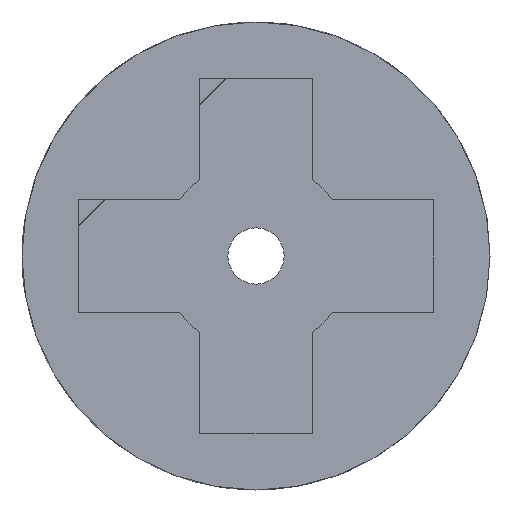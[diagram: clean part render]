
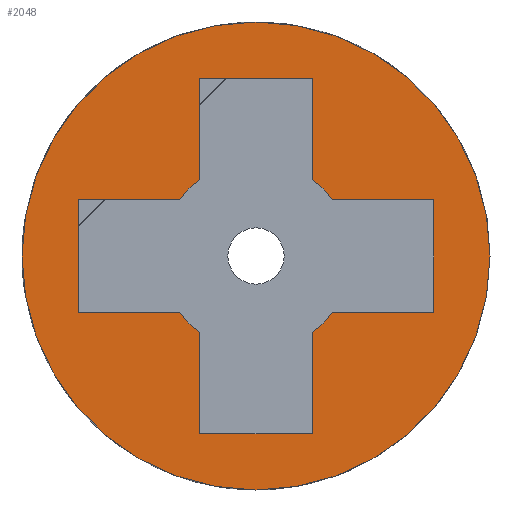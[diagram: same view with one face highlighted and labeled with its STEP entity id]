
A CAD part, front view. The second image highlights one B-rep face of the part: STEP entity #2048.
In plain terms, the highlighted planar face has unit normal (0, -1, 0).
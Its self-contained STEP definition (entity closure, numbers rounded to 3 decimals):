
#13 = DIRECTION ( 'NONE',  ( 1., 0., 0. ) ) ;
#46 = ORIENTED_EDGE ( 'NONE', *, *, #1578, .F. ) ;
#51 = CARTESIAN_POINT ( 'NONE',  ( 2.575, -0.5, 1.9 ) ) ;
#54 = CIRCLE ( 'NONE', #1396, 3.2 ) ;
#61 = DIRECTION ( 'NONE',  ( 0., 0., -1. ) ) ;
#63 = DIRECTION ( 'NONE',  ( 1., 0., 0. ) ) ;
#76 = CIRCLE ( 'NONE', #1356, 3.2 ) ;
#101 = CARTESIAN_POINT ( 'NONE',  ( -6., -0.5, 1.9 ) ) ;
#124 = EDGE_CURVE ( 'NONE', #945, #1202, #1513, .T. ) ;
#157 = CARTESIAN_POINT ( 'NONE',  ( 6., -0.5, -1.9 ) ) ;
#177 = ORIENTED_EDGE ( 'NONE', *, *, #124, .F. ) ;
#196 = EDGE_CURVE ( 'NONE', #657, #1815, #525, .T. ) ;
#199 = ORIENTED_EDGE ( 'NONE', *, *, #1682, .F. ) ;
#232 = CARTESIAN_POINT ( 'NONE',  ( 0., -0.5, 0. ) ) ;
#234 = DIRECTION ( 'NONE',  ( 1., 0., 0. ) ) ;
#254 = AXIS2_PLACEMENT_3D ( 'NONE', #1208, #1863, #63 ) ;
#260 = DIRECTION ( 'NONE',  ( -1., 0., 0. ) ) ;
#267 = EDGE_CURVE ( 'NONE', #685, #1551, #1685, .T. ) ;
#293 = CARTESIAN_POINT ( 'NONE',  ( 1.9, -0.5, 2.575 ) ) ;
#318 = VERTEX_POINT ( 'NONE', #1403 ) ;
#320 = EDGE_CURVE ( 'NONE', #1551, #1003, #2020, .T. ) ;
#321 = DIRECTION ( 'NONE',  ( 0., -1., 0. ) ) ;
#323 = CARTESIAN_POINT ( 'NONE',  ( -1.9, -0.5, 2.575 ) ) ;
#358 = FACE_OUTER_BOUND ( 'NONE', #774, .T. ) ;
#365 = EDGE_LOOP ( 'NONE', ( #1877, #1758, #1556, #1083, #809, #845, #489, #1149, #177, #575, #564, #46, #1630, #1885, #1610, #199 ) ) ;
#384 = DIRECTION ( 'NONE',  ( 0., 0., 1. ) ) ;
#416 = VECTOR ( 'NONE', #582, 1000. ) ;
#441 = VERTEX_POINT ( 'NONE', #293 ) ;
#467 = CARTESIAN_POINT ( 'NONE',  ( -2.575, -0.5, -1.9 ) ) ;
#470 = DIRECTION ( 'NONE',  ( 0., 0., 1. ) ) ;
#477 = CARTESIAN_POINT ( 'NONE',  ( 0., -0.5, 0. ) ) ;
#483 = VECTOR ( 'NONE', #1912, 1000. ) ;
#489 = ORIENTED_EDGE ( 'NONE', *, *, #196, .F. ) ;
#522 = VERTEX_POINT ( 'NONE', #967 ) ;
#525 = LINE ( 'NONE', #51, #1457 ) ;
#538 = CARTESIAN_POINT ( 'NONE',  ( 1.9, -0.5, -2.575 ) ) ;
#552 = DIRECTION ( 'NONE',  ( 0., 0., 1. ) ) ;
#563 = LINE ( 'NONE', #1251, #1830 ) ;
#564 = ORIENTED_EDGE ( 'NONE', *, *, #1811, .F. ) ;
#566 = DIRECTION ( 'NONE',  ( 0., -1., 0. ) ) ;
#575 = ORIENTED_EDGE ( 'NONE', *, *, #1767, .F. ) ;
#582 = DIRECTION ( 'NONE',  ( 0., 0., -1. ) ) ;
#600 = AXIS2_PLACEMENT_3D ( 'NONE', #477, #321, #1303 ) ;
#617 = EDGE_CURVE ( 'NONE', #522, #1995, #1321, .T. ) ;
#638 = CARTESIAN_POINT ( 'NONE',  ( 0., -0.5, 0. ) ) ;
#657 = VERTEX_POINT ( 'NONE', #669 ) ;
#669 = CARTESIAN_POINT ( 'NONE',  ( 6., -0.5, 1.9 ) ) ;
#679 = CARTESIAN_POINT ( 'NONE',  ( -2.575, -0.5, -1.9 ) ) ;
#683 = VECTOR ( 'NONE', #234, 1000. ) ;
#685 = VERTEX_POINT ( 'NONE', #1829 ) ;
#689 = EDGE_CURVE ( 'NONE', #1539, #1365, #1660, .T. ) ;
#702 = VECTOR ( 'NONE', #1597, 1000. ) ;
#738 = FACE_BOUND ( 'NONE', #365, .T. ) ;
#743 = LINE ( 'NONE', #1619, #1525 ) ;
#757 = CARTESIAN_POINT ( 'NONE',  ( -6., -0.5, 1.9 ) ) ;
#764 = CARTESIAN_POINT ( 'NONE',  ( 1.9, -0.5, 6. ) ) ;
#765 = LINE ( 'NONE', #538, #2032 ) ;
#774 = EDGE_LOOP ( 'NONE', ( #1575, #1681 ) ) ;
#788 = DIRECTION ( 'NONE',  ( 0., 0., 1. ) ) ;
#809 = ORIENTED_EDGE ( 'NONE', *, *, #1584, .F. ) ;
#845 = ORIENTED_EDGE ( 'NONE', *, *, #1552, .F. ) ;
#866 = DIRECTION ( 'NONE',  ( -1., 0., 0. ) ) ;
#885 = CARTESIAN_POINT ( 'NONE',  ( 0., -0.5, 0. ) ) ;
#913 = EDGE_CURVE ( 'NONE', #1990, #685, #1140, .T. ) ;
#945 = VERTEX_POINT ( 'NONE', #1928 ) ;
#967 = CARTESIAN_POINT ( 'NONE',  ( -7.89, -0.5, 0. ) ) ;
#987 = CARTESIAN_POINT ( 'NONE',  ( 1.9, -0.5, 6. ) ) ;
#991 = DIRECTION ( 'NONE',  ( 0., -1., 0. ) ) ;
#1003 = VERTEX_POINT ( 'NONE', #1620 ) ;
#1004 = DIRECTION ( 'NONE',  ( 1., 0., 0. ) ) ;
#1026 = LINE ( 'NONE', #757, #483 ) ;
#1042 = AXIS2_PLACEMENT_3D ( 'NONE', #1984, #991, #13 ) ;
#1068 = CARTESIAN_POINT ( 'NONE',  ( 6., -0.5, -1.9 ) ) ;
#1077 = CARTESIAN_POINT ( 'NONE',  ( 6., -0.5, -1.9 ) ) ;
#1083 = ORIENTED_EDGE ( 'NONE', *, *, #913, .F. ) ;
#1140 = LINE ( 'NONE', #764, #702 ) ;
#1149 = ORIENTED_EDGE ( 'NONE', *, *, #1694, .F. ) ;
#1202 = VERTEX_POINT ( 'NONE', #1068 ) ;
#1206 = DIRECTION ( 'NONE',  ( 0., -1., 0. ) ) ;
#1208 = CARTESIAN_POINT ( 'NONE',  ( 0., -0.5, 0. ) ) ;
#1216 = EDGE_CURVE ( 'NONE', #1003, #1377, #1744, .T. ) ;
#1251 = CARTESIAN_POINT ( 'NONE',  ( -1.9, -0.5, -6. ) ) ;
#1254 = CIRCLE ( 'NONE', #254, 7.89 ) ;
#1269 = VERTEX_POINT ( 'NONE', #1532 ) ;
#1285 = CARTESIAN_POINT ( 'NONE',  ( 1.9, -0.5, 6. ) ) ;
#1303 = DIRECTION ( 'NONE',  ( 1., 0., 0. ) ) ;
#1314 = VECTOR ( 'NONE', #260, 1000. ) ;
#1321 = CIRCLE ( 'NONE', #1042, 7.89 ) ;
#1356 = AXIS2_PLACEMENT_3D ( 'NONE', #232, #1206, #61 ) ;
#1365 = VERTEX_POINT ( 'NONE', #467 ) ;
#1377 = VERTEX_POINT ( 'NONE', #101 ) ;
#1396 = AXIS2_PLACEMENT_3D ( 'NONE', #885, #1872, #384 ) ;
#1403 = CARTESIAN_POINT ( 'NONE',  ( 1.9, -0.5, -2.575 ) ) ;
#1409 = VERTEX_POINT ( 'NONE', #2101 ) ;
#1411 = EDGE_CURVE ( 'NONE', #1686, #1409, #563, .T. ) ;
#1425 = CARTESIAN_POINT ( 'NONE',  ( 2.575, -0.5, 1.9 ) ) ;
#1457 = VECTOR ( 'NONE', #866, 1000. ) ;
#1490 = CARTESIAN_POINT ( 'NONE',  ( 7.89, -0.5, 0. ) ) ;
#1493 = AXIS2_PLACEMENT_3D ( 'NONE', #638, #1627, #470 ) ;
#1513 = LINE ( 'NONE', #157, #683 ) ;
#1525 = VECTOR ( 'NONE', #1956, 1000. ) ;
#1532 = CARTESIAN_POINT ( 'NONE',  ( 1.9, -0.5, -6. ) ) ;
#1539 = VERTEX_POINT ( 'NONE', #1813 ) ;
#1551 = VERTEX_POINT ( 'NONE', #323 ) ;
#1552 = EDGE_CURVE ( 'NONE', #1815, #441, #1625, .T. ) ;
#1556 = ORIENTED_EDGE ( 'NONE', *, *, #267, .F. ) ;
#1559 = DIRECTION ( 'NONE',  ( 0., 0., -1. ) ) ;
#1575 = ORIENTED_EDGE ( 'NONE', *, *, #1774, .T. ) ;
#1578 = EDGE_CURVE ( 'NONE', #1409, #1269, #743, .T. ) ;
#1579 = CARTESIAN_POINT ( 'NONE',  ( -1.9, -0.5, -2.575 ) ) ;
#1584 = EDGE_CURVE ( 'NONE', #441, #1990, #1960, .T. ) ;
#1597 = DIRECTION ( 'NONE',  ( -1., 0., 0. ) ) ;
#1610 = ORIENTED_EDGE ( 'NONE', *, *, #689, .F. ) ;
#1619 = CARTESIAN_POINT ( 'NONE',  ( -1.9, -0.5, -6. ) ) ;
#1620 = CARTESIAN_POINT ( 'NONE',  ( -2.575, -0.5, 1.9 ) ) ;
#1625 = CIRCLE ( 'NONE', #1493, 3.2 ) ;
#1627 = DIRECTION ( 'NONE',  ( 0., -1., 0. ) ) ;
#1630 = ORIENTED_EDGE ( 'NONE', *, *, #1411, .F. ) ;
#1634 = PLANE ( 'NONE',  #600 ) ;
#1660 = LINE ( 'NONE', #679, #1994 ) ;
#1681 = ORIENTED_EDGE ( 'NONE', *, *, #617, .T. ) ;
#1682 = EDGE_CURVE ( 'NONE', #1377, #1539, #1026, .T. ) ;
#1685 = LINE ( 'NONE', #1901, #416 ) ;
#1686 = VERTEX_POINT ( 'NONE', #1579 ) ;
#1694 = EDGE_CURVE ( 'NONE', #1202, #657, #1742, .T. ) ;
#1716 = CARTESIAN_POINT ( 'NONE',  ( 0., -0.5, 0. ) ) ;
#1742 = LINE ( 'NONE', #1077, #1800 ) ;
#1744 = LINE ( 'NONE', #2056, #1314 ) ;
#1758 = ORIENTED_EDGE ( 'NONE', *, *, #320, .F. ) ;
#1767 = EDGE_CURVE ( 'NONE', #318, #945, #54, .T. ) ;
#1774 = EDGE_CURVE ( 'NONE', #1995, #522, #1254, .T. ) ;
#1800 = VECTOR ( 'NONE', #1896, 1000. ) ;
#1811 = EDGE_CURVE ( 'NONE', #1269, #318, #765, .T. ) ;
#1813 = CARTESIAN_POINT ( 'NONE',  ( -6., -0.5, -1.9 ) ) ;
#1815 = VERTEX_POINT ( 'NONE', #1425 ) ;
#1829 = CARTESIAN_POINT ( 'NONE',  ( -1.9, -0.5, 6. ) ) ;
#1830 = VECTOR ( 'NONE', #1925, 1000. ) ;
#1863 = DIRECTION ( 'NONE',  ( 0., -1., 0. ) ) ;
#1872 = DIRECTION ( 'NONE',  ( 0., -1., 0. ) ) ;
#1877 = ORIENTED_EDGE ( 'NONE', *, *, #1216, .F. ) ;
#1885 = ORIENTED_EDGE ( 'NONE', *, *, #1899, .F. ) ;
#1896 = DIRECTION ( 'NONE',  ( 0., 0., 1. ) ) ;
#1899 = EDGE_CURVE ( 'NONE', #1365, #1686, #76, .T. ) ;
#1901 = CARTESIAN_POINT ( 'NONE',  ( -1.9, -0.5, 2.575 ) ) ;
#1903 = VECTOR ( 'NONE', #788, 1000. ) ;
#1912 = DIRECTION ( 'NONE',  ( 0., 0., -1. ) ) ;
#1925 = DIRECTION ( 'NONE',  ( 0., 0., -1. ) ) ;
#1928 = CARTESIAN_POINT ( 'NONE',  ( 2.575, -0.5, -1.9 ) ) ;
#1956 = DIRECTION ( 'NONE',  ( 1., 0., 0. ) ) ;
#1960 = LINE ( 'NONE', #1285, #1903 ) ;
#1984 = CARTESIAN_POINT ( 'NONE',  ( 0., -0.5, 0. ) ) ;
#1990 = VERTEX_POINT ( 'NONE', #987 ) ;
#1994 = VECTOR ( 'NONE', #1004, 1000. ) ;
#1995 = VERTEX_POINT ( 'NONE', #1490 ) ;
#2020 = CIRCLE ( 'NONE', #2080, 3.2 ) ;
#2032 = VECTOR ( 'NONE', #552, 1000. ) ;
#2048 = ADVANCED_FACE ( 'NONE', ( #738, #358 ), #1634, .T. ) ;
#2056 = CARTESIAN_POINT ( 'NONE',  ( -6., -0.5, 1.9 ) ) ;
#2080 = AXIS2_PLACEMENT_3D ( 'NONE', #1716, #566, #1559 ) ;
#2101 = CARTESIAN_POINT ( 'NONE',  ( -1.9, -0.5, -6. ) ) ;
